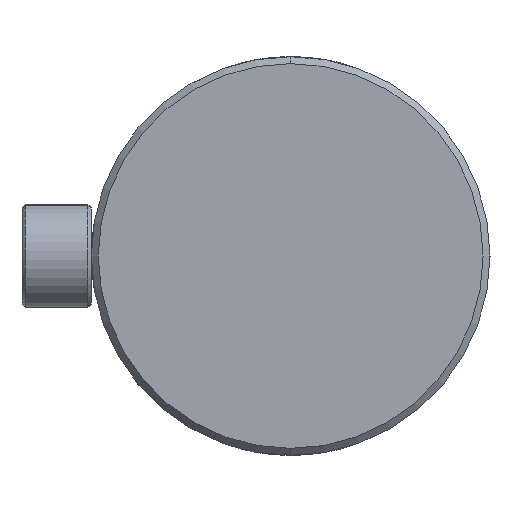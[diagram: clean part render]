
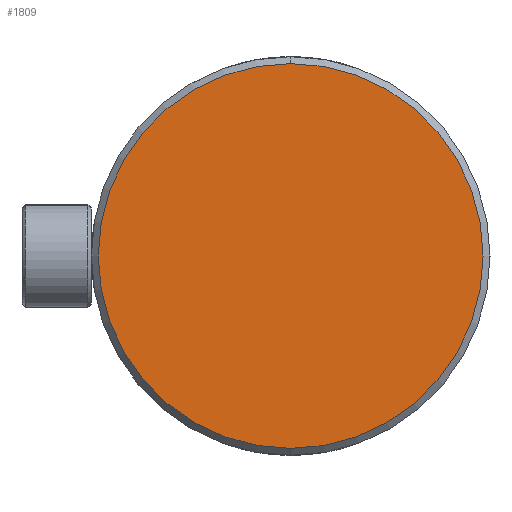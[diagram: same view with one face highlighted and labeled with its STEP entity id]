
A CAD part, left-side view. The second image highlights one B-rep face of the part: STEP entity #1809.
In plain terms, the highlighted planar face has unit normal (-1, 0, 0).
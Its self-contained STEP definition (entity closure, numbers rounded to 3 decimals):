
#86 = DIRECTION ( 'NONE',  ( -1., 0., 0. ) ) ;
#143 = EDGE_CURVE ( 'NONE', #2930, #2438, #2505, .T. ) ;
#338 = EDGE_CURVE ( 'NONE', #2438, #2930, #3809, .T. ) ;
#418 = EDGE_LOOP ( 'NONE', ( #557, #2788 ) ) ;
#557 = ORIENTED_EDGE ( 'NONE', *, *, #143, .T. ) ;
#599 = CARTESIAN_POINT ( 'NONE',  ( -58., 0., 0. ) ) ;
#646 = DIRECTION ( 'NONE',  ( -1., 0., 0. ) ) ;
#779 = CARTESIAN_POINT ( 'NONE',  ( -58., 0., 0. ) ) ;
#849 = PLANE ( 'NONE',  #2017 ) ;
#964 = AXIS2_PLACEMENT_3D ( 'NONE', #599, #86, #2618 ) ;
#1114 = DIRECTION ( 'NONE',  ( 0., 0., 1. ) ) ;
#1404 = CARTESIAN_POINT ( 'NONE',  ( -58., 0., -55.5 ) ) ;
#1716 = DIRECTION ( 'NONE',  ( -1., 0., 0. ) ) ;
#1809 = ADVANCED_FACE ( 'NONE', ( #4098 ), #849, .T. ) ;
#1922 = DIRECTION ( 'NONE',  ( 0., 0., 1. ) ) ;
#2017 = AXIS2_PLACEMENT_3D ( 'NONE', #779, #646, #1114 ) ;
#2438 = VERTEX_POINT ( 'NONE', #3683 ) ;
#2483 = CARTESIAN_POINT ( 'NONE',  ( -58., 0., 0. ) ) ;
#2505 = CIRCLE ( 'NONE', #964, 55.5 ) ;
#2618 = DIRECTION ( 'NONE',  ( 0., 0., 1. ) ) ;
#2681 = AXIS2_PLACEMENT_3D ( 'NONE', #2483, #1716, #1922 ) ;
#2788 = ORIENTED_EDGE ( 'NONE', *, *, #338, .T. ) ;
#2930 = VERTEX_POINT ( 'NONE', #1404 ) ;
#3683 = CARTESIAN_POINT ( 'NONE',  ( -58., 0., 55.5 ) ) ;
#3809 = CIRCLE ( 'NONE', #2681, 55.5 ) ;
#4098 = FACE_OUTER_BOUND ( 'NONE', #418, .T. ) ;
